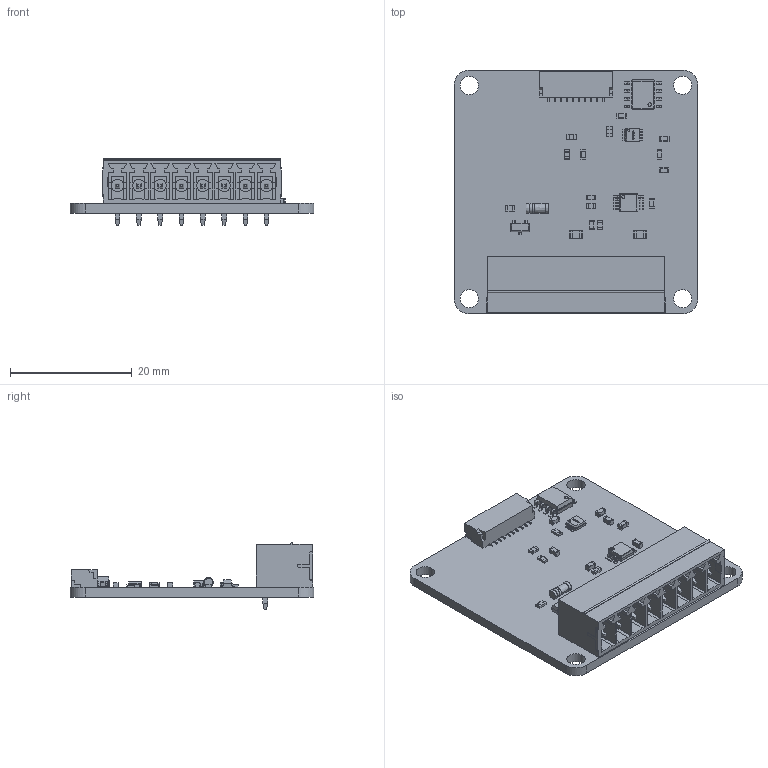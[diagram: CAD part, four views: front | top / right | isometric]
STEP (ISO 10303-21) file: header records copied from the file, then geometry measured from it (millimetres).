
FILE_DESCRIPTION(('FreeCAD Model'),'2;1');
FILE_NAME('industrial-dual-0-20mA.step','2017-06-30T18:32:43',('kicad StepUp'),('ksu MCAD'), 'Open CASCADE STEP processor 6.8','FreeCAD','Unknown');
FILE_SCHEMA(('AUTOMOTIVE_DESIGN_CC2 { 1 2 10303 214 -1 1 5 4 }'));
Length unit declared in the file: millimetre
Products named in the file (24): Pcb; C_0603_; C_0603_001; C_0603_002; C_0603_003; C_0603_004; C_0603_005; MiniMelf_; C_0603_006; C_0603_007; SM10B-SRSS_; 8er_Phoenix_Buchse_; SOT23_; R_0603_; R_0603_001; R_0603_002; R_0603_003; R_0603_004; R_0805_; R_0805_001; R_0603_005; soic_8_39x49_p127_; VSSOP-8_; MSOP-10_
Bounding box: 40 x 40 x 10.9 mm (x, y, z)
Volume: 3531 mm3; surface area: 6884.7 mm2
Topology: 26 solids, 29 shells, 1810 faces, 4845 edges, 3146 vertices
Faces by surface type: plane 1313, cylinder 384, bspline 105, sphere 8
Full cylindrical faces by diameter (mm): 0.6 x1, 1.4 x8, 2 x8, 3 x4
Entity records: 72260 total; most frequent: CARTESIAN_POINT 14351, ORIENTED_EDGE 9666, DIRECTION 8831, EDGE_CURVE 4837, LINE 3867, VECTOR 3867, VERTEX_POINT 3146, AXIS2_PLACEMENT_3D 2482
